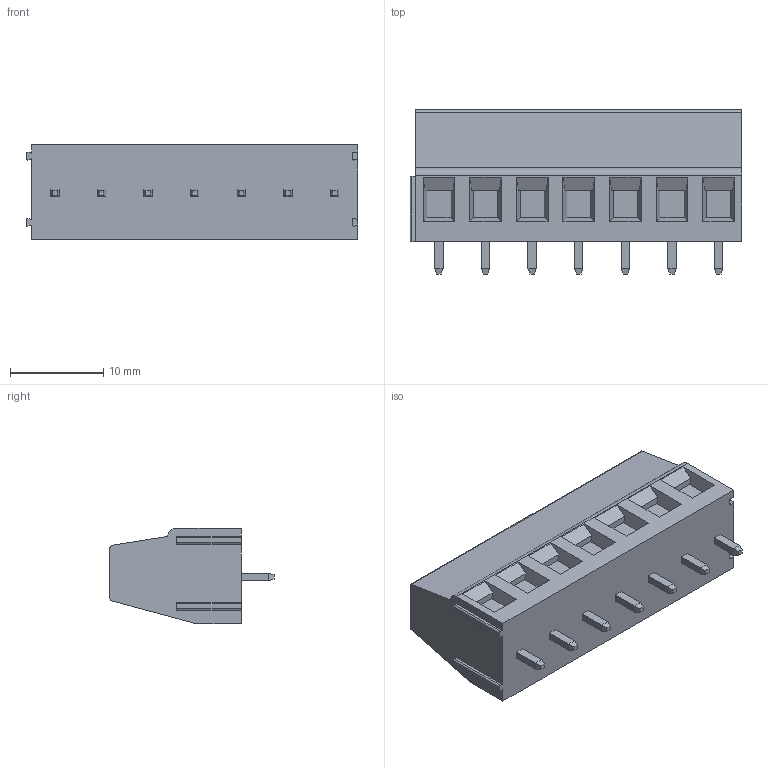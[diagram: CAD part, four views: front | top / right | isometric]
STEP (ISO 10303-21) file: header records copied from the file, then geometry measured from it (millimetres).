
FILE_DESCRIPTION( ('This file contains a STEP AP42 implementation' ,'as created by ZW3D STEP Interface translator.') ,'2;1' );
FILE_NAME( 'WJ128-5.0-07P-00A.stp' ,'23 320.151557', (''), ('ZWCAD Software Co.'), 'Version 1.0', 'ZW3D to STEP translator', '' );
FILE_SCHEMA(('AUTOMOTIVE_DESIGN { 1 0 10303 214 1 1 1 1 }'));
Length unit declared in the file: millimetre
Products named in the file (2): 0; wj128-500-08p-1yy-00a
Bounding box: 35.6 x 17.6 x 10.2 mm (x, y, z)
Volume: 4042.1 mm3; surface area: 2660.7 mm2
Topology: 1 solids, 8 shells, 448 faces, 1135 edges, 724 vertices
Faces by surface type: plane 283, cylinder 81, cone 42, torus 28, bspline 14
Entity records: 14220 total; most frequent: CARTESIAN_POINT 2902, ORIENTED_EDGE 2270, DIRECTION 2198, EDGE_CURVE 1135, VECTOR 840, LINE 840, VERTEX_POINT 724, AXIS2_PLACEMENT_3D 679
